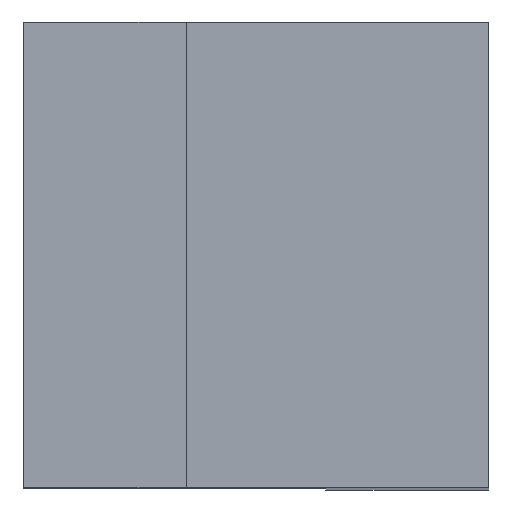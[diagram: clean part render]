
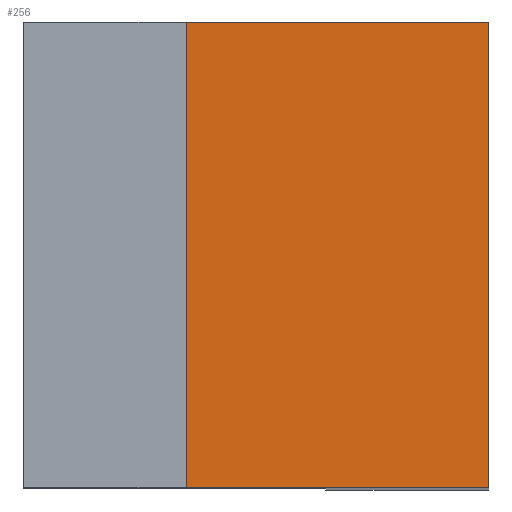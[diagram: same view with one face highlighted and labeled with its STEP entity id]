
A CAD part, top view. The second image highlights one B-rep face of the part: STEP entity #256.
In plain terms, the highlighted planar face has unit normal (0, 0, 1).
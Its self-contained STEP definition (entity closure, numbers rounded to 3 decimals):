
#27=PLANE('',#289);
#40=FACE_OUTER_BOUND('',#58,.T.);
#58=EDGE_LOOP('',(#219,#220,#221,#222));
#84=LINE('',#417,#111);
#85=LINE('',#420,#112);
#86=LINE('',#422,#113);
#87=LINE('',#423,#114);
#111=VECTOR('',#346,10.);
#112=VECTOR('',#349,10.);
#113=VECTOR('',#350,10.);
#114=VECTOR('',#351,10.);
#141=VERTEX_POINT('',#413);
#142=VERTEX_POINT('',#415);
#143=VERTEX_POINT('',#419);
#144=VERTEX_POINT('',#421);
#172=EDGE_CURVE('',#141,#142,#84,.T.);
#173=EDGE_CURVE('',#141,#143,#85,.T.);
#174=EDGE_CURVE('',#144,#142,#86,.T.);
#175=EDGE_CURVE('',#143,#144,#87,.T.);
#219=ORIENTED_EDGE('',*,*,#173,.F.);
#220=ORIENTED_EDGE('',*,*,#172,.T.);
#221=ORIENTED_EDGE('',*,*,#174,.F.);
#222=ORIENTED_EDGE('',*,*,#175,.F.);
#256=ADVANCED_FACE('',(#40),#27,.T.);
#289=AXIS2_PLACEMENT_3D('',#418,#347,#348);
#346=DIRECTION('',(0.,1.,0.));
#347=DIRECTION('center_axis',(0.,0.,1.));
#348=DIRECTION('ref_axis',(1.,0.,0.));
#349=DIRECTION('',(-1.,0.,0.));
#350=DIRECTION('',(1.,0.,0.));
#351=DIRECTION('',(0.,1.,0.));
#413=CARTESIAN_POINT('',(3.5,0.,25.5));
#415=CARTESIAN_POINT('',(3.5,10.,25.5));
#417=CARTESIAN_POINT('',(3.5,0.,25.5));
#418=CARTESIAN_POINT('Origin',(-3.,0.,25.5));
#419=CARTESIAN_POINT('',(-3.,0.,25.5));
#420=CARTESIAN_POINT('',(3.5,0.,25.5));
#421=CARTESIAN_POINT('',(-3.,10.,25.5));
#422=CARTESIAN_POINT('',(3.5,10.,25.5));
#423=CARTESIAN_POINT('',(-3.,0.,25.5));
